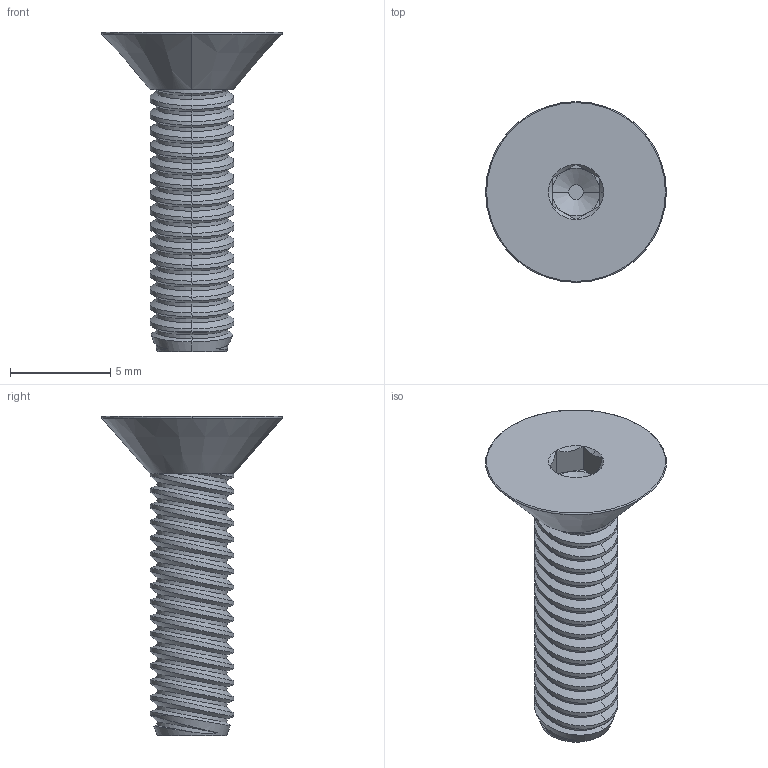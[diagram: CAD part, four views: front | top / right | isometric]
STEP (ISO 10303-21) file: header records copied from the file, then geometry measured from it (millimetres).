
FILE_DESCRIPTION (( 'STEP AP203' ), '1' );
FILE_NAME ('92210A196.step', '2004-04-07T18:00:43', ( 'McMaster' ), ( 'McMaster' ), 'SwSTEP 2.0', 'SolidWorks 2003314', '' );
FILE_SCHEMA (( 'CONFIG_CONTROL_DESIGN' ));
Length unit declared in the file: inch
Products named in the file (1): 92210A196
Bounding box: 9 x 9 x 15.88 mm (x, y, z)
Volume: 246.1 mm3; surface area: 392.5 mm2
Topology: 1 solids, 1 shells, 165 faces, 340 edges, 179 vertices
Faces by surface type: cone 81, cylinder 66, plane 16, torus 2
Entity records: 5969 total; most frequent: CARTESIAN_POINT 2588, DIRECTION 684, ORIENTED_EDGE 680, EDGE_CURVE 340, AXIS2_PLACEMENT_3D 267, VERTEX_POINT 179, EDGE_LOOP 167, ADVANCED_FACE 165
